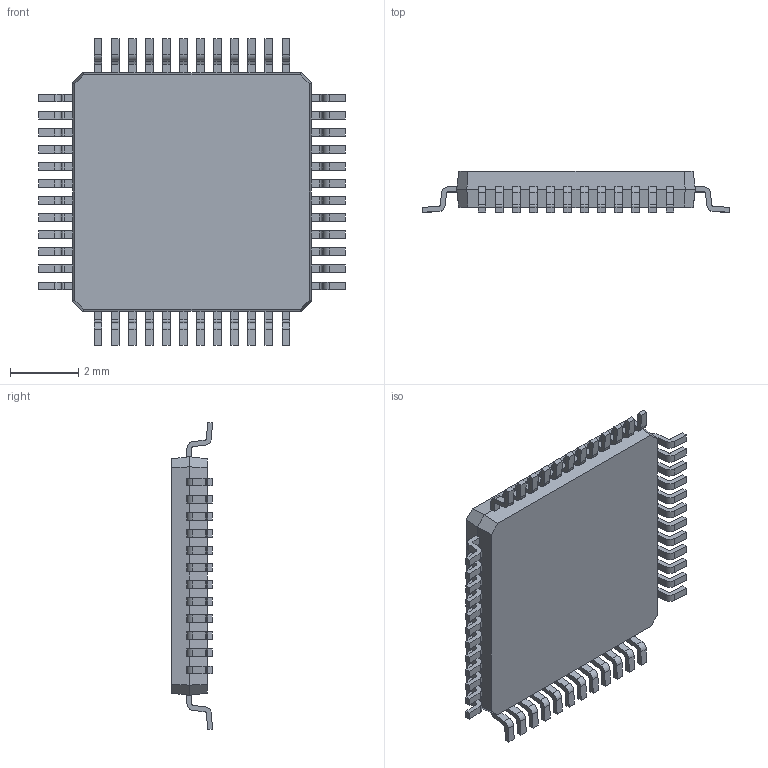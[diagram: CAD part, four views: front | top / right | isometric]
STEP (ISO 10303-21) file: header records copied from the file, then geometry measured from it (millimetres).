
FILE_DESCRIPTION (( 'STEP AP214' ), '1' );
FILE_NAME ('ADG732BSUZ.STEP', '2023-09-29T05:00:31', ( '' ), ( '' ), 'SwSTEP 2.0', 'SolidWorks 2021', '' );
FILE_SCHEMA (( 'AUTOMOTIVE_DESIGN' ));
Length unit declared in the file: millimetre
Products named in the file (1): ADG732BSUZ
Bounding box: 9 x 1.2 x 9 mm (x, y, z)
Volume: 52.5 mm3; surface area: 176.6 mm2
Topology: 50 solids, 50 shells, 745 faces, 1924 edges, 1280 vertices
Faces by surface type: plane 549, cylinder 196
Entity records: 23061 total; most frequent: CARTESIAN_POINT 3950, ORIENTED_EDGE 3848, DIRECTION 3808, EDGE_CURVE 1924, LINE 1532, VECTOR 1532, VERTEX_POINT 1280, AXIS2_PLACEMENT_3D 1138
